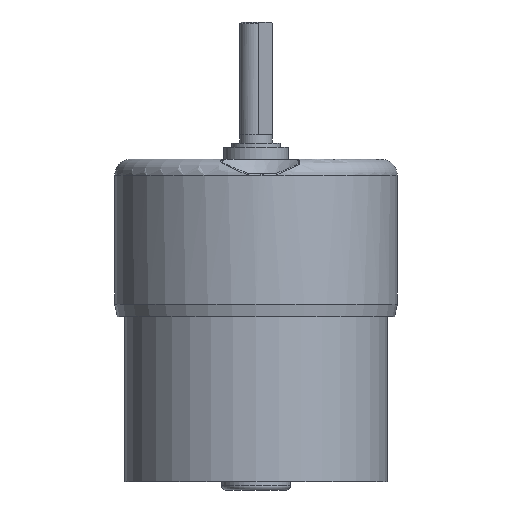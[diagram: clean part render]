
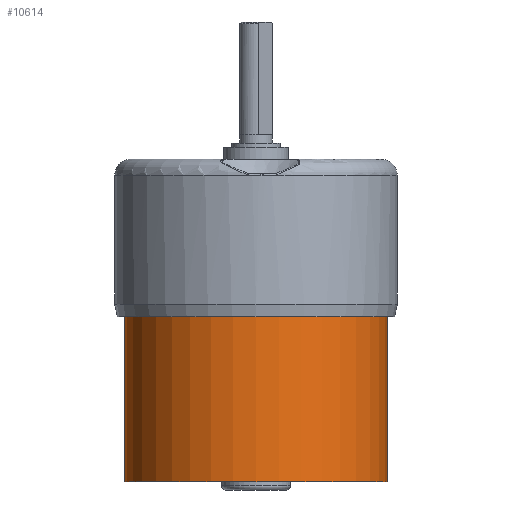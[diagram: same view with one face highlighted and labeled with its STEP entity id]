
A CAD part, front view. The second image highlights one B-rep face of the part: STEP entity #10614.
In plain terms, the highlighted cylindrical face has radius 16.25 mm (diameter 32.5 mm), a partial arc.
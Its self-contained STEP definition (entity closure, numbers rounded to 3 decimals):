
#1671 = VECTOR ( 'NONE', #2238, 1000. ) ;
#1679 = LINE ( 'NONE', #2237, #1671 ) ;
#1680 = VECTOR ( 'NONE', #2232, 1000. ) ;
#1683 = LINE ( 'NONE', #1978, #1680 ) ;
#1687 = CIRCLE ( 'NONE', #14312, 16.25 ) ;
#1690 = CIRCLE ( 'NONE', #14313, 16.25 ) ;
#1978 = CARTESIAN_POINT ( 'NONE',  ( -16.25, 0., -20.5 ) ) ;
#2232 = DIRECTION ( 'NONE',  ( 0., 0., 1. ) ) ;
#2236 = CARTESIAN_POINT ( 'NONE',  ( 0., 0., -20.5 ) ) ;
#2237 = CARTESIAN_POINT ( 'NONE',  ( 16.25, 0., -20.5 ) ) ;
#2238 = DIRECTION ( 'NONE',  ( 0., 0., 1. ) ) ;
#2246 = CARTESIAN_POINT ( 'NONE',  ( 0., 0., 0. ) ) ;
#2247 = DIRECTION ( 'NONE',  ( 0., 0., 1. ) ) ;
#2248 = DIRECTION ( 'NONE',  ( 1., 0., 0. ) ) ;
#2252 = DIRECTION ( 'NONE',  ( 0., 0., 1. ) ) ;
#2253 = DIRECTION ( 'NONE',  ( 1., 0., 0. ) ) ;
#4443 = CARTESIAN_POINT ( 'NONE',  ( 16.25, 0., -20.5 ) ) ;
#4444 = CARTESIAN_POINT ( 'NONE',  ( -16.25, 0., -20.5 ) ) ;
#4445 = CARTESIAN_POINT ( 'NONE',  ( -16.25, 0., 0. ) ) ;
#4446 = CARTESIAN_POINT ( 'NONE',  ( 16.25, 0., 0. ) ) ;
#8619 = EDGE_LOOP ( 'NONE', ( #11018, #11019, #11020, #11021 ) ) ;
#10614 = ADVANCED_FACE ( 'NONE', ( #14032 ), #14028, .T. ) ;
#10881 = EDGE_CURVE ( 'NONE', #12321, #12322, #1683, .T. ) ;
#10883 = EDGE_CURVE ( 'NONE', #12320, #12323, #1679, .T. ) ;
#10886 = EDGE_CURVE ( 'NONE', #12321, #12320, #1687, .T. ) ;
#10888 = EDGE_CURVE ( 'NONE', #12322, #12323, #1690, .T. ) ;
#11018 = ORIENTED_EDGE ( 'NONE', *, *, #10881, .F. ) ;
#11019 = ORIENTED_EDGE ( 'NONE', *, *, #10886, .T. ) ;
#11020 = ORIENTED_EDGE ( 'NONE', *, *, #10883, .T. ) ;
#11021 = ORIENTED_EDGE ( 'NONE', *, *, #10888, .F. ) ;
#11599 = AXIS2_PLACEMENT_3D ( 'NONE', #12539, #12538, #12537 ) ;
#12320 = VERTEX_POINT ( 'NONE', #4443 ) ;
#12321 = VERTEX_POINT ( 'NONE', #4444 ) ;
#12322 = VERTEX_POINT ( 'NONE', #4445 ) ;
#12323 = VERTEX_POINT ( 'NONE', #4446 ) ;
#12537 = DIRECTION ( 'NONE',  ( 1., 0., 0. ) ) ;
#12538 = DIRECTION ( 'NONE',  ( 0., 0., 1. ) ) ;
#12539 = CARTESIAN_POINT ( 'NONE',  ( 0., 0., -20.5 ) ) ;
#14028 = CYLINDRICAL_SURFACE ( 'NONE', #11599, 16.25 ) ;
#14032 = FACE_OUTER_BOUND ( 'NONE', #8619, .T. ) ;
#14312 = AXIS2_PLACEMENT_3D ( 'NONE', #2236, #2247, #2248 ) ;
#14313 = AXIS2_PLACEMENT_3D ( 'NONE', #2246, #2252, #2253 ) ;
